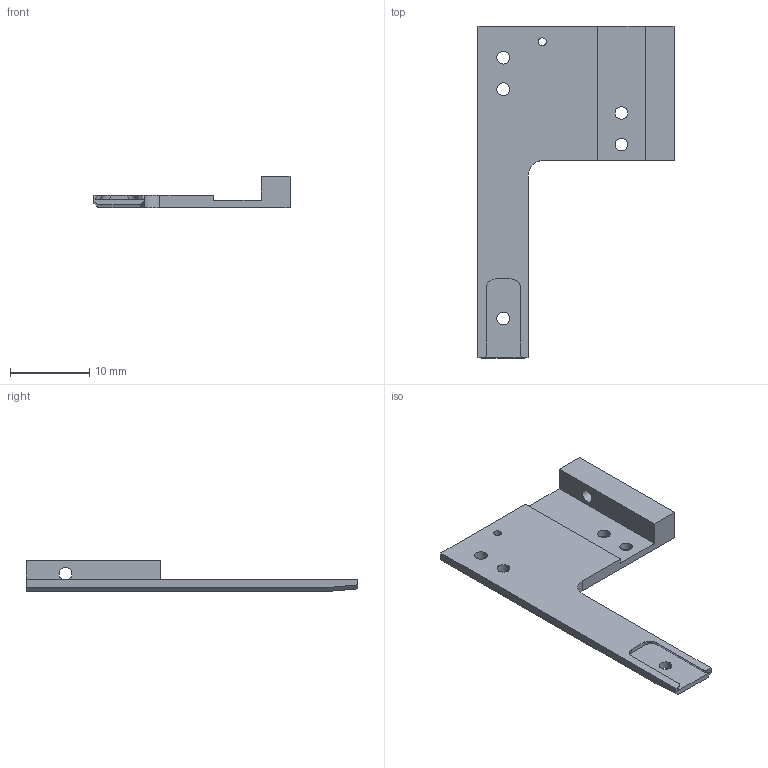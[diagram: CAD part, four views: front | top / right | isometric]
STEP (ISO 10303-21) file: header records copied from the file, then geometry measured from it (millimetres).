
FILE_DESCRIPTION(/* description */ (''),/* implementation_level */ '2;1');
FILE_NAME(/* name */ 'rail_NHP to 2mm rail adapter - long reach v39.step',/* time_stamp */ '2022-10-25T17:20:41-04:00',/* author */ (''),/* organization */ (''),/* preprocessor_version */ 'ST-DEVELOPER v19.2',/* originating_system */ 'Autodesk Translation Framework v11.17.0.187',/* authorisation */ '');
FILE_SCHEMA (('AUTOMOTIVE_DESIGN { 1 0 10303 214 3 1 1 }'));
Length unit declared in the file: millimetre
Products named in the file (1): rail_NHP to 2mm rail adapter - long reach
Bounding box: 24.8 x 42 x 3.95 mm (x, y, z)
Volume: 920.5 mm3; surface area: 1525.2 mm2
Topology: 1 solids, 1 shells, 38 faces, 110 edges, 73 vertices
Faces by surface type: plane 20, cylinder 14, cone 4
Full cylindrical faces by diameter (mm): 0.8 x1, 1 x1, 1.6 x2, 1.623 x5
Entity records: 1410 total; most frequent: CARTESIAN_POINT 338, ORIENTED_EDGE 216, DIRECTION 206, EDGE_CURVE 108, VERTEX_POINT 73, LINE 70, VECTOR 70, AXIS2_PLACEMENT_3D 68
